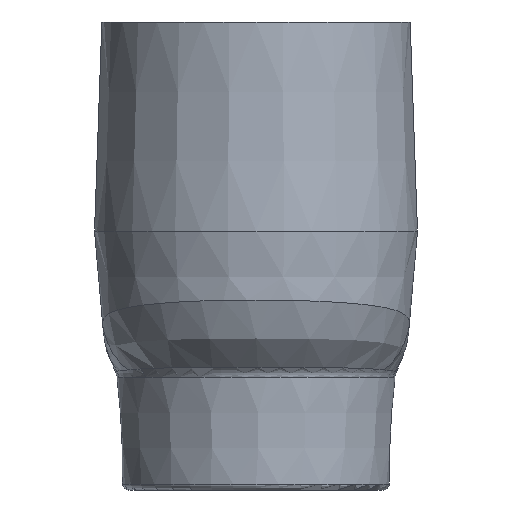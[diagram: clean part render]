
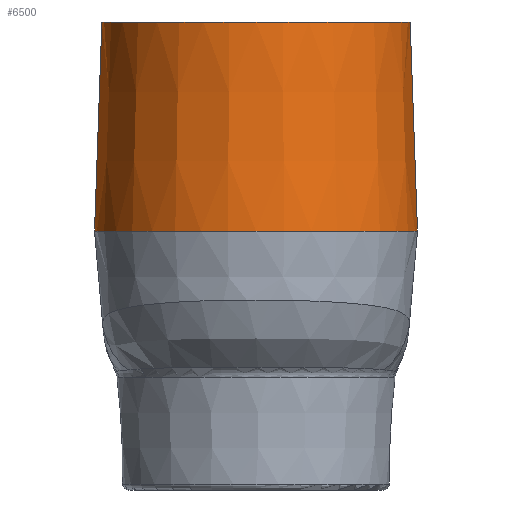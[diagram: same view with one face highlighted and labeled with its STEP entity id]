
A CAD part, left-side view. The second image highlights one B-rep face of the part: STEP entity #6500.
In plain terms, the highlighted conical face has half-angle 2 degrees and reference radius 41.08 mm.
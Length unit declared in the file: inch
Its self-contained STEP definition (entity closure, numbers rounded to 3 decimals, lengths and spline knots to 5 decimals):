
#43=CONICAL_SURFACE('',#6803,1.61733,0.035);
#114=CIRCLE('',#6799,1.61733);
#115=CIRCLE('',#6804,1.54421);
#905=FACE_OUTER_BOUND('',#1300,.T.);
#1300=EDGE_LOOP('',(#5540,#5541,#5542,#5543,#5544,#5545));
#1906=LINE('',#11871,#2469);
#1913=LINE('',#12142,#2476);
#1918=LINE('',#12239,#2481);
#1919=LINE('',#12241,#2482);
#2469=VECTOR('',#7794,1.98214);
#2476=VECTOR('',#7807,1.98214);
#2481=VECTOR('',#7816,0.11289);
#2482=VECTOR('',#7819,0.11289);
#3065=VERTEX_POINT('',#11831);
#3068=VERTEX_POINT('',#11869);
#3069=VERTEX_POINT('',#11870);
#3073=VERTEX_POINT('',#11879);
#3076=VERTEX_POINT('',#12139);
#3077=VERTEX_POINT('',#12141);
#3920=EDGE_CURVE('',#3068,#3069,#1906,.F.);
#3926=EDGE_CURVE('',#3065,#3073,#114,.F.);
#3929=EDGE_CURVE('',#3076,#3077,#1913,.F.);
#3937=EDGE_CURVE('',#3073,#3076,#1918,.F.);
#3938=EDGE_CURVE('',#3065,#3068,#1919,.F.);
#3939=EDGE_CURVE('',#3077,#3069,#115,.T.);
#5540=ORIENTED_EDGE('',*,*,#3926,.F.);
#5541=ORIENTED_EDGE('',*,*,#3938,.T.);
#5542=ORIENTED_EDGE('',*,*,#3920,.T.);
#5543=ORIENTED_EDGE('',*,*,#3939,.F.);
#5544=ORIENTED_EDGE('',*,*,#3929,.F.);
#5545=ORIENTED_EDGE('',*,*,#3937,.F.);
#6500=ADVANCED_FACE('',(#905),#43,.T.);
#6799=AXIS2_PLACEMENT_3D('',#12134,#7801,#7802);
#6803=AXIS2_PLACEMENT_3D('',#12240,#7817,#7818);
#6804=AXIS2_PLACEMENT_3D('',#12242,#7820,#7821);
#7794=DIRECTION('',(0.,-0.035,-0.999));
#7801=DIRECTION('center_axis',(0.,0.,1.));
#7802=DIRECTION('ref_axis',(0.,-1.,0.));
#7807=DIRECTION('',(0.,0.035,-0.999));
#7816=DIRECTION('',(0.,0.035,-0.999));
#7817=DIRECTION('center_axis',(0.,0.,-1.));
#7818=DIRECTION('ref_axis',(1.,0.,0.));
#7819=DIRECTION('',(0.,-0.035,-0.999));
#7820=DIRECTION('center_axis',(0.,0.,1.));
#7821=DIRECTION('ref_axis',(1.,0.,0.));
#11831=CARTESIAN_POINT('',(1.5625,-1.61733,-2.09375));
#11869=CARTESIAN_POINT('',(1.5625,-1.61339,-1.98093));
#11870=CARTESIAN_POINT('',(1.5625,-1.54421,0.));
#11871=CARTESIAN_POINT('',(1.5625,-1.54421,0.));
#11879=CARTESIAN_POINT('',(1.5625,1.61733,-2.09375));
#12134=CARTESIAN_POINT('Origin',(1.5625,0.,-2.09375));
#12139=CARTESIAN_POINT('',(1.5625,1.61339,-1.98093));
#12141=CARTESIAN_POINT('',(1.5625,1.54421,0.));
#12142=CARTESIAN_POINT('',(1.5625,1.54421,0.));
#12239=CARTESIAN_POINT('',(1.5625,1.61339,-1.98093));
#12240=CARTESIAN_POINT('Origin',(1.5625,0.,-2.09375));
#12241=CARTESIAN_POINT('',(1.5625,-1.61339,-1.98093));
#12242=CARTESIAN_POINT('Origin',(1.5625,0.,0.));
